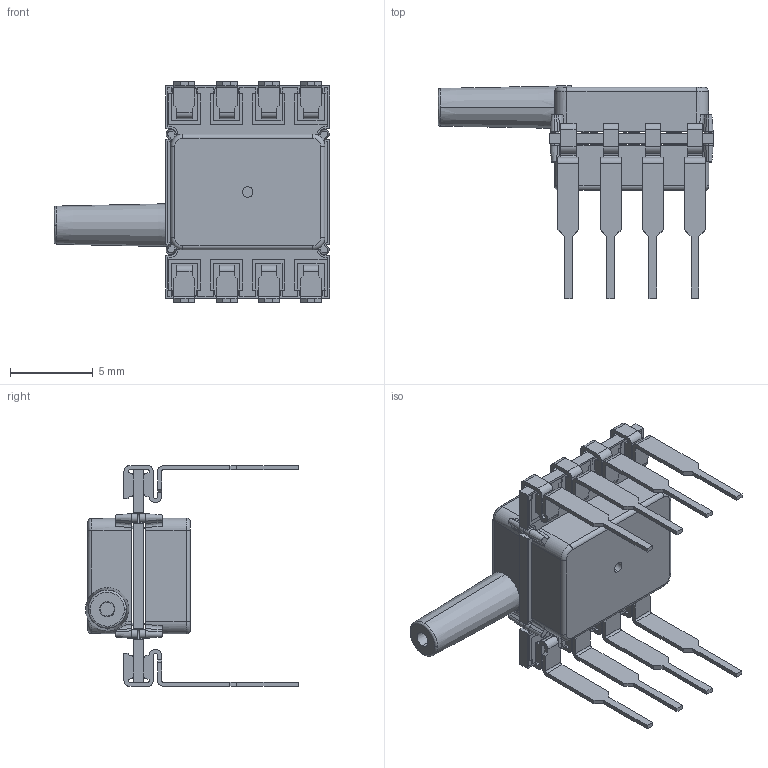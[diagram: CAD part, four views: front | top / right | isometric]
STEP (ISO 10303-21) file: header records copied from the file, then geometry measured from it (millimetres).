
FILE_DESCRIPTION (( 'STEP AP203' ), '1' );
FILE_NAME ('HJND.STEP', '2021-06-21T17:25:38', ( '' ), ( '' ), 'SwSTEP 2.0', 'SolidWorks 2010', '' );
FILE_SCHEMA (( 'CONFIG_CONTROL_DESIGN' ));
Length unit declared in the file: inch
Products named in the file (5): AS01-01-044 Rev A; AS01-01-053 Rev B1; ceramic-DIP; HJND; AS01-06-023_DIP for ELV
Assembly tree (11 placements, depth 2):
  HJND
    AS01-06-023_DIP for ELV  x8
    AS01-01-044 Rev A
    ceramic-DIP
    AS01-01-053 Rev B1
Bounding box: 16.61 x 12.83 x 13.3 mm (x, y, z)
Volume: 420.5 mm3; surface area: 1533 mm2
Topology: 14 solids, 15 shells, 890 faces, 2437 edges, 1607 vertices
Faces by surface type: plane 593, cylinder 210, cone 35, bspline 27, torus 25
Entity records: 19125 total; most frequent: CARTESIAN_POINT 4396, ORIENTED_EDGE 2984, DIRECTION 2826, EDGE_CURVE 1492, LINE 1036, VECTOR 1036, VERTEX_POINT 977, AXIS2_PLACEMENT_3D 895
